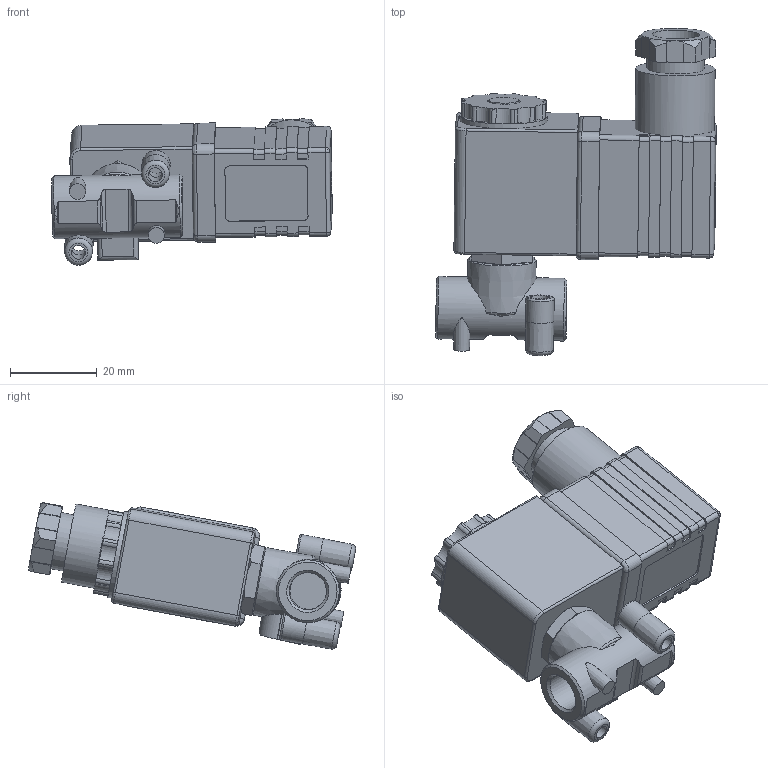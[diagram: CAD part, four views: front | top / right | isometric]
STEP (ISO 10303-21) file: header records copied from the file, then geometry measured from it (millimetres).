
FILE_DESCRIPTION((''),'2;1');
FILE_NAME('MD2A15E006I23050.stp','2022-01-18T13:00:26',('RL'),(''),'Autodesk Inventor 2012','Autodesk Inventor 2012','');
FILE_SCHEMA(('AUTOMOTIVE_DESIGN { 1 0 10303 214 1 1 1 1 }'));
Length unit declared in the file: millimetre
Products named in the file (3): Baugruppe1; GDB09; MD2A15E006I23050
Assembly tree (2 placements, depth 2):
  Baugruppe1
    GDB09
    MD2A15E006I23050
Bounding box: 64.65 x 75.42 x 33.75 mm (x, y, z)
Volume: 47579.6 mm3; surface area: 16080.7 mm2
Topology: 3 solids, 3 shells, 372 faces, 962 edges, 623 vertices
Faces by surface type: plane 203, cylinder 124, cone 25, torus 10, bspline 6, sphere 4
Full cylindrical faces by diameter (mm): 1.7 x3, 2.459 x1, 3.242 x2, 4.244 x1, 4.356 x1, 5 x1, 6 x1, 6.9 x1, 7.1 x1, 8.566 x2, 11 x1, 13.2 x1, 14.5 x1, 18.3 x1, 20.2 x1
Entity records: 12181 total; most frequent: CARTESIAN_POINT 2831, DIRECTION 1865, ORIENTED_EDGE 1806, EDGE_CURVE 903, AXIS2_PLACEMENT_3D 675, VERTEX_POINT 603, VECTOR 515, LINE 515
